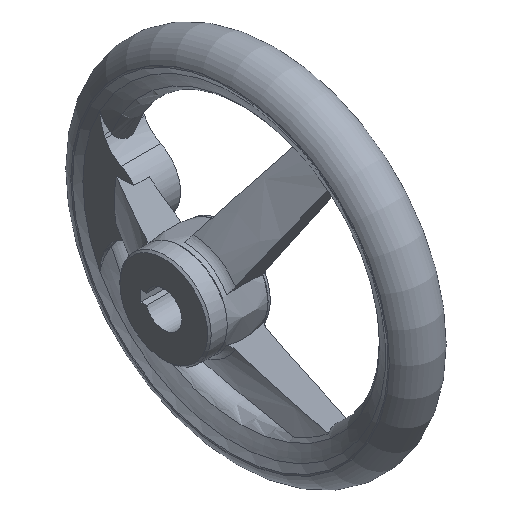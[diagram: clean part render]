
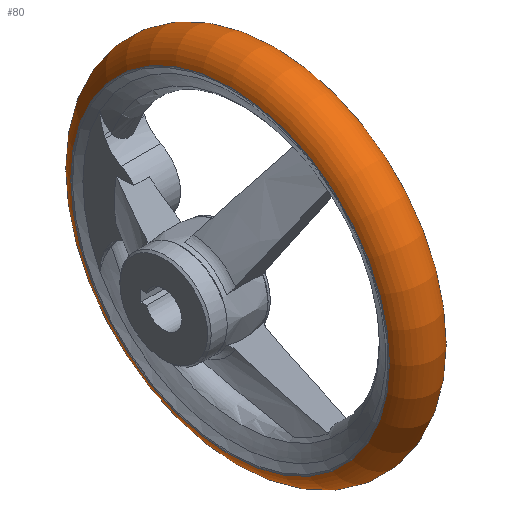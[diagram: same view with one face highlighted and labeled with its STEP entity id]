
A CAD part, isometric view. The second image highlights one B-rep face of the part: STEP entity #80.
In plain terms, the highlighted toroidal (fillet/blend) face has major radius 42.5 mm and minor radius 7.5 mm.
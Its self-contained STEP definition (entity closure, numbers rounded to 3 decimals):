
#80 = ADVANCED_FACE( '', ( #154, #155, #156 ), #157, .T. );
#154 = FACE_BOUND( '', #297, .T. );
#155 = FACE_OUTER_BOUND( '', #298, .T. );
#156 = FACE_OUTER_BOUND( '', #299, .T. );
#157 = TOROIDAL_SURFACE( '', #300, 42.5, 7.5 );
#297 = VERTEX_LOOP( '', #496 );
#298 = EDGE_LOOP( '', ( #497 ) );
#299 = EDGE_LOOP( '', ( #498 ) );
#300 = AXIS2_PLACEMENT_3D( '', #499, #500, #501 );
#496 = VERTEX_POINT( '', #1041 );
#497 = ORIENTED_EDGE( '', *, *, #1040, .T. );
#498 = ORIENTED_EDGE( '', *, *, #1042, .F. );
#499 = CARTESIAN_POINT( '', ( 25.75, 0., 0. ) );
#500 = DIRECTION( '', ( 1., 0., 0. ) );
#501 = DIRECTION( '', ( 0., 0., -1. ) );
#1040 = EDGE_CURVE( '', #1240, #1240, #1241, .T. );
#1041 = CARTESIAN_POINT( '', ( 25.75, 0., -50. ) );
#1042 = EDGE_CURVE( '', #1242, #1242, #1243, .T. );
#1240 = VERTEX_POINT( '', #1579 );
#1241 = CIRCLE( '', #1580, 44.486 );
#1242 = VERTEX_POINT( '', #1581 );
#1243 = CIRCLE( '', #1582, 44.511 );
#1579 = CARTESIAN_POINT( '', ( 18.518, 0., -44.486 ) );
#1580 = AXIS2_PLACEMENT_3D( '', #2411, #2412, #2413 );
#1581 = CARTESIAN_POINT( '', ( 32.975, 0., -44.511 ) );
#1582 = AXIS2_PLACEMENT_3D( '', #2414, #2415, #2416 );
#2411 = CARTESIAN_POINT( '', ( 18.518, 0., 0. ) );
#2412 = DIRECTION( '', ( 1., 0., 0. ) );
#2413 = DIRECTION( '', ( 0., 0., -1. ) );
#2414 = CARTESIAN_POINT( '', ( 32.975, 0., 0. ) );
#2415 = DIRECTION( '', ( 1., 0., 0. ) );
#2416 = DIRECTION( '', ( 0., 0., -1. ) );
